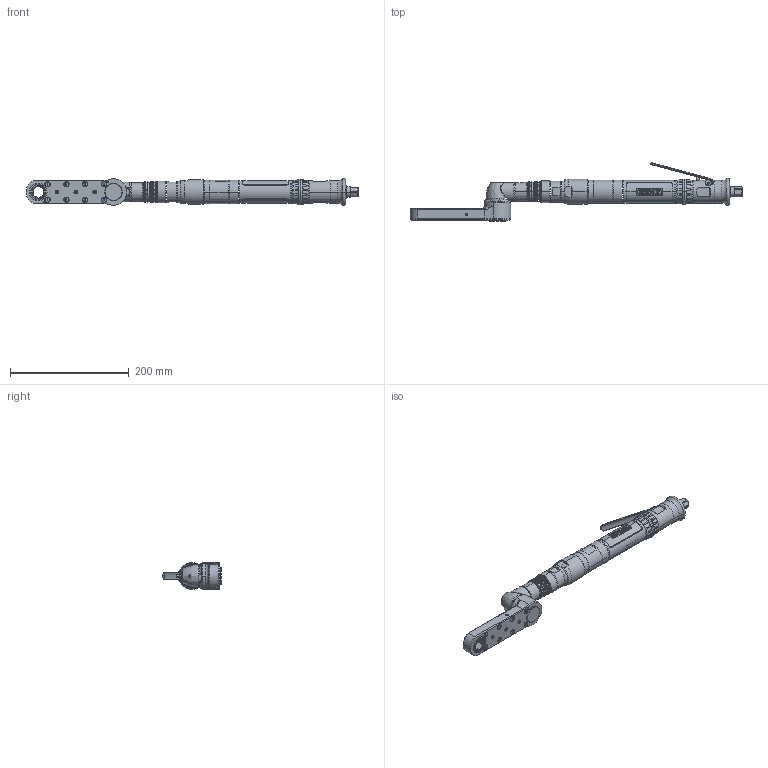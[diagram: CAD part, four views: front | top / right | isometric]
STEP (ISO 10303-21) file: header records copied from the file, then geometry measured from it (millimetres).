
FILE_DESCRIPTION((''),'2;1');
FILE_NAME('AA33LC97-47','2012-05-29T',('MAM0508'),(''),'PRO/ENGINEER BY PARAMETRIC TECHNOLOGY CORPORATION, 2010430','PRO/ENGINEER BY PARAMETRIC TECHNOLOGY CORPORATION, 2010430','');
FILE_SCHEMA(('CONFIG_CONTROL_DESIGN'));
Length unit declared in the file: inch
Products named in the file (1): AA33LC97-47
Bounding box: 559.19 x 98.76 x 45.42 mm (x, y, z)
Surface area: 90835.7 mm2 (no closed solid volume)
Topology: 0 solids, 97 shells, 690 faces, 3291 edges, 2598 vertices
Faces by surface type: cylinder 209, plane 207, cone 176, torus 75, bspline 23
Entity records: 37152 total; most frequent: CARTESIAN_POINT 13817, ORIENTED_EDGE 4333, DIRECTION 4269, EDGE_CURVE 3291, VERTEX_POINT 2598, AXIS2_PLACEMENT_3D 1710, B_SPLINE_CURVE_WITH_KNOTS 1399, CIRCLE 1043
